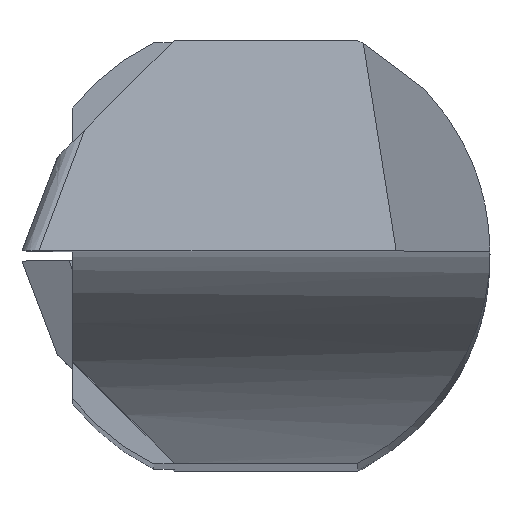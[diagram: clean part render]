
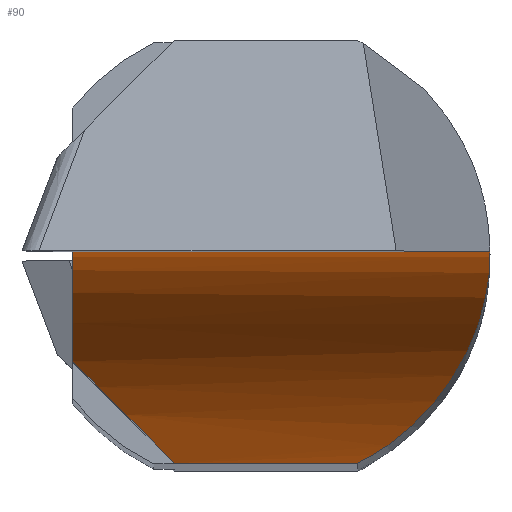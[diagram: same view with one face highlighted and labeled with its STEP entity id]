
A CAD part, top view. The second image highlights one B-rep face of the part: STEP entity #90.
In plain terms, the highlighted cylindrical face has radius 5 mm (diameter 10 mm), a partial arc.
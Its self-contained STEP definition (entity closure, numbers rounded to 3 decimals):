
#90=ADVANCED_FACE('',(#133),#113,.F.);
#113=CYLINDRICAL_SURFACE('',#851,5.);
#133=FACE_OUTER_BOUND('',#170,.T.);
#170=EDGE_LOOP('',(#302,#303,#304,#305,#306));
#194=CIRCLE('',#848,5.);
#201=ELLIPSE('',#850,7.071,5.);
#302=ORIENTED_EDGE('',*,*,#530,.F.);
#303=ORIENTED_EDGE('',*,*,#531,.T.);
#304=ORIENTED_EDGE('',*,*,#532,.F.);
#305=ORIENTED_EDGE('',*,*,#533,.F.);
#306=ORIENTED_EDGE('',*,*,#529,.F.);
#435=VERTEX_POINT('',#1244);
#448=VERTEX_POINT('',#1270);
#449=VERTEX_POINT('',#1274);
#450=VERTEX_POINT('',#1276);
#451=VERTEX_POINT('',#1283);
#529=EDGE_CURVE('',#448,#435,#194,.T.);
#530=EDGE_CURVE('',#449,#448,#201,.T.);
#531=EDGE_CURVE('',#449,#450,#666,.T.);
#532=EDGE_CURVE('',#451,#450,#579,.T.);
#533=EDGE_CURVE('',#435,#451,#667,.T.);
#579=B_SPLINE_CURVE_WITH_KNOTS('',3,(#1277,#1278,#1279,#1280,#1281,#1282),
 .UNSPECIFIED.,.F.,.F.,(4,2,4),(0.,0.5,1.),.UNSPECIFIED.);
#666=LINE('',#1275,#751);
#667=LINE('',#1284,#752);
#751=VECTOR('',#992,1.);
#752=VECTOR('',#993,1.);
#848=AXIS2_PLACEMENT_3D('',#1271,#986,#987);
#850=AXIS2_PLACEMENT_3D('',#1273,#990,#991);
#851=AXIS2_PLACEMENT_3D('',#1285,#994,#995);
#986=DIRECTION('',(1.,0.,0.));
#987=DIRECTION('',(0.,0.72,-0.693));
#990=DIRECTION('',(0.707,0.707,0.));
#991=DIRECTION('',(0.707,-0.707,0.));
#992=DIRECTION('',(1.,0.,0.));
#993=DIRECTION('',(1.,0.,0.));
#994=DIRECTION('',(1.,0.,0.));
#995=DIRECTION('',(0.,1.,0.));
#1244=CARTESIAN_POINT('',(-2.35,0.,29.44));
#1270=CARTESIAN_POINT('',(-2.35,-1.398,25.972));
#1271=CARTESIAN_POINT('',(-2.35,-5.,29.44));
#1273=CARTESIAN_POINT('',(1.252,-5.,29.44));
#1274=CARTESIAN_POINT('',(-1.048,-2.7,25.));
#1275=CARTESIAN_POINT('',(-1.048,-2.7,25.));
#1276=CARTESIAN_POINT('',(1.308,-2.7,25.));
#1277=CARTESIAN_POINT('',(3.,0.,29.44));
#1278=CARTESIAN_POINT('',(3.,0.,28.428));
#1279=CARTESIAN_POINT('',(3.04,-0.313,27.435));
#1280=CARTESIAN_POINT('',(2.7,-1.433,25.798));
#1281=CARTESIAN_POINT('',(2.202,-2.267,25.224));
#1282=CARTESIAN_POINT('',(1.308,-2.7,25.));
#1283=CARTESIAN_POINT('',(3.,0.,29.44));
#1284=CARTESIAN_POINT('',(-2.35,0.,29.44));
#1285=CARTESIAN_POINT('',(-3.606,-5.,29.44));
